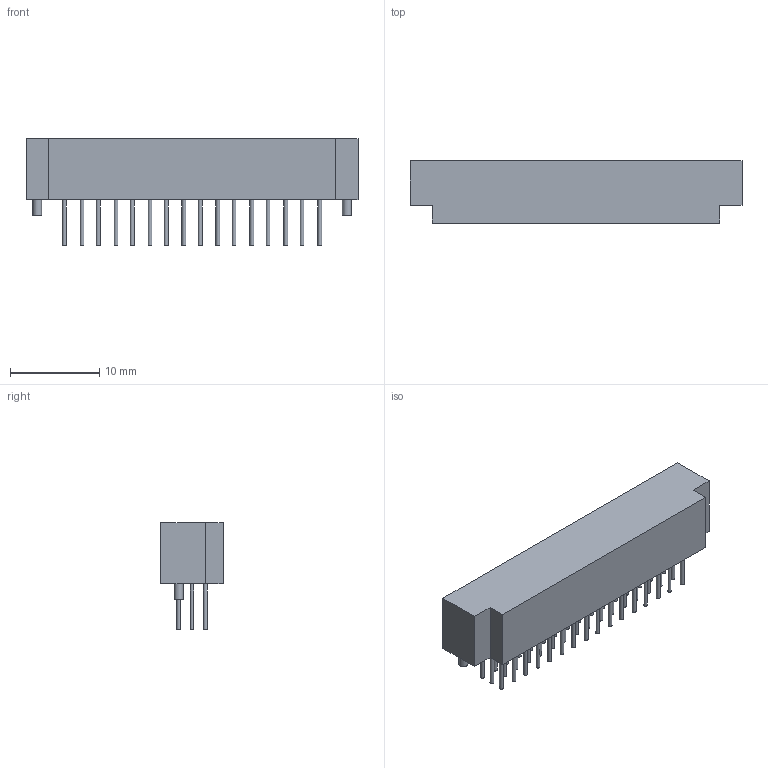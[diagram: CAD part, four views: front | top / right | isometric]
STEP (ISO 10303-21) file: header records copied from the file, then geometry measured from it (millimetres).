
FILE_DESCRIPTION(('FreeCAD Model'),'2;1');
FILE_NAME('1278710.1.5.stp','2024-03-15T08:25:05',( 'Author'),(''),'Open CASCADE STEP processor 6.9','FreeCAD','Unknown' );
FILE_SCHEMA(('AUTOMOTIVE_DESIGN { 1 0 10303 214 1 1 1 1 }'));
Length unit declared in the file: millimetre
Products named in the file (4): ASSEMBLY; Body; Lugs; Leads
Assembly tree (3 placements, depth 2):
  ASSEMBLY
    Body
    Lugs
    Leads
Bounding box: 37.24 x 7 x 11.98 mm (x, y, z)
Volume: 1764.7 mm3; surface area: 1477.4 mm2
Topology: 51 solids, 51 shells, 161 faces, 177 edges, 118 vertices
Faces by surface type: plane 111, cylinder 50
Full cylindrical faces by diameter (mm): 0.44 x48, 0.99 x2
Entity records: 5800 total; most frequent: DIRECTION 961, CARTESIAN_POINT 814, ORIENTED_EDGE 354, PCURVE 354, DEFINITIONAL_REPRESENTATION 354, LINE 331, VECTOR 331, AXIS2_PLACEMENT_3D 265
